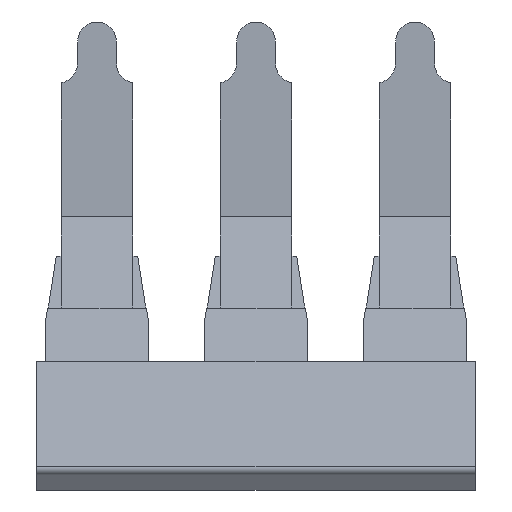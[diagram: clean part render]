
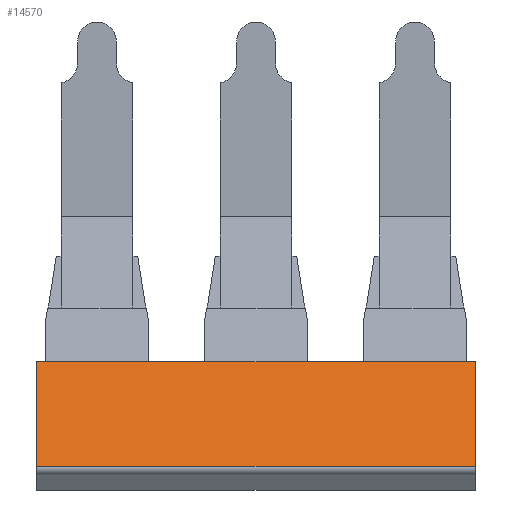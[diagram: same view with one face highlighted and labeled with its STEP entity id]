
A CAD part, top view. The second image highlights one B-rep face of the part: STEP entity #14570.
In plain terms, the highlighted face is planar.
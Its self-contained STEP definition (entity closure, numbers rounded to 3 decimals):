
#8950=CARTESIAN_POINT('',(-16.897,5.25,13.15));
#8960=VERTEX_POINT('',#8950);
#8990=CARTESIAN_POINT('',(-16.897,0.,13.15));
#9000=DIRECTION('',(0.,-1.,0.));
#9010=VECTOR('',#9000,1.);
#9020=LINE('',#8990,#9010);
#9030=CARTESIAN_POINT('',(-16.897,-0.4,13.15));
#9040=VERTEX_POINT('',#9030);
#9050=EDGE_CURVE('',#8960,#9040,#9020,.T.);
#14070=CARTESIAN_POINT('',(-16.897,-0.4,
-9.45));
#14080=VERTEX_POINT('',#14070);
#14110=CARTESIAN_POINT('',(-16.897,0.,
-9.45));
#14120=DIRECTION('',(0.,1.,0.));
#14130=VECTOR('',#14120,1.);
#14140=LINE('',#14110,#14130);
#14150=CARTESIAN_POINT('',(-16.897,5.25,-9.45));
#14160=VERTEX_POINT('',#14150);
#14170=EDGE_CURVE('',#14080,#14160,#14140,.T.);
#14360=CARTESIAN_POINT('',(-16.897,-0.75,-8.1));
#14370=DIRECTION('',(1.,-0.,0.));
#14380=DIRECTION('',(0.,0.,-1.));
#14390=AXIS2_PLACEMENT_3D('',#14360,#14370,#14380);
#14400=PLANE('',#14390);
#14410=CARTESIAN_POINT('',(-16.897,-0.4,0.));
#14420=DIRECTION('',(0.,0.,-1.));
#14430=VECTOR('',#14420,1.);
#14440=LINE('',#14410,#14430);
#14450=EDGE_CURVE('',#9040,#14080,#14440,.T.);
#14460=ORIENTED_EDGE('',*,*,#14450,.T.);
#14470=ORIENTED_EDGE('',*,*,#9050,.T.);
#14480=CARTESIAN_POINT('',(-16.897,5.25,0.));
#14490=DIRECTION('',(0.,0.,-1.));
#14500=VECTOR('',#14490,1.);
#14510=LINE('',#14480,#14500);
#14520=EDGE_CURVE('',#8960,#14160,#14510,.T.);
#14530=ORIENTED_EDGE('',*,*,#14520,.F.);
#14540=ORIENTED_EDGE('',*,*,#14170,.T.);
#14550=EDGE_LOOP('',(#14540,#14530,#14470,#14460));
#14560=FACE_OUTER_BOUND('',#14550,.T.);
#14570=ADVANCED_FACE('',(#14560),#14400,.T.);
